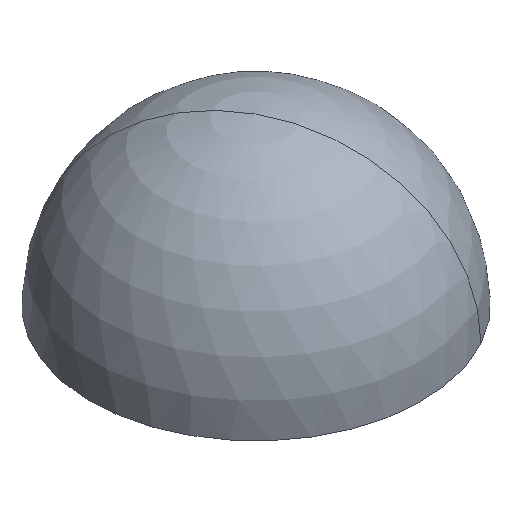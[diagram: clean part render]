
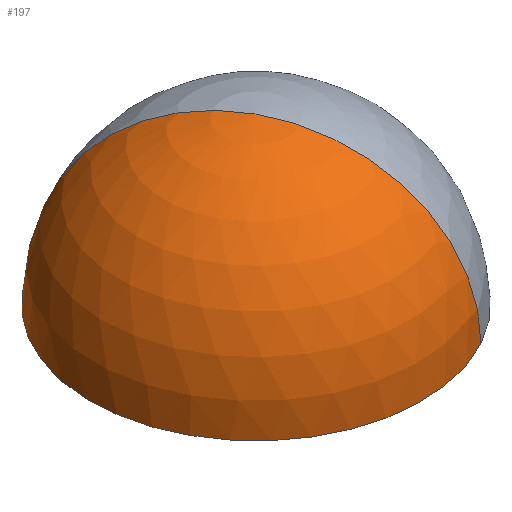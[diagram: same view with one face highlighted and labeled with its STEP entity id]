
A CAD part, isometric view. The second image highlights one B-rep face of the part: STEP entity #197.
In plain terms, the highlighted spherical face has radius 82.15 mm.
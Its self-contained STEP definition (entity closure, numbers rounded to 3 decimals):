
#166=CARTESIAN_POINT('Axis2P3D Location',(0.,0.,0.)) ;
#171=CARTESIAN_POINT('Axis2P3D Location',(0.,0.,0.)) ;
#175=CARTESIAN_POINT('Vertex',(39.385,-72.093,0.)) ;
#177=CARTESIAN_POINT('Vertex',(0.,0.,82.15)) ;
#180=CARTESIAN_POINT('Axis2P3D Location',(0.,0.,0.)) ;
#184=CARTESIAN_POINT('Vertex',(-39.385,72.093,0.)) ;
#187=CARTESIAN_POINT('Axis2P3D Location',(0.,0.,0.)) ;
#167=DIRECTION('Axis2P3D Direction',(0.,0.,1.)) ;
#168=DIRECTION('Axis2P3D XDirection',(0.479,-0.878,0.)) ;
#172=DIRECTION('Axis2P3D Direction',(-0.878,-0.479,0.)) ;
#181=DIRECTION('Axis2P3D Direction',(0.878,0.479,-0.)) ;
#188=DIRECTION('Axis2P3D Direction',(0.,0.,1.)) ;
#169=AXIS2_PLACEMENT_3D('Sphere Axis2P3D',#166,#167,#168) ;
#173=AXIS2_PLACEMENT_3D('Circle Axis2P3D',#171,#172,$) ;
#182=AXIS2_PLACEMENT_3D('Circle Axis2P3D',#180,#181,$) ;
#189=AXIS2_PLACEMENT_3D('Circle Axis2P3D',#187,#188,$) ;
#193=ORIENTED_EDGE('',*,*,#179,.T.) ;
#194=ORIENTED_EDGE('',*,*,#186,.F.) ;
#195=ORIENTED_EDGE('',*,*,#191,.T.) ;
#197=ADVANCED_FACE('Corps principal',(#196),#170,.T.) ;
#174=CIRCLE('generated circle',#173,82.15) ;
#183=CIRCLE('generated circle',#182,82.15) ;
#190=CIRCLE('generated circle',#189,82.15) ;
#179=EDGE_CURVE('',#176,#178,#174,.T.) ;
#186=EDGE_CURVE('',#185,#178,#183,.T.) ;
#191=EDGE_CURVE('',#185,#176,#190,.T.) ;
#192=EDGE_LOOP('',(#193,#194,#195)) ;
#196=FACE_OUTER_BOUND('',#192,.T.) ;
#170=SPHERICAL_SURFACE('',#169,82.15) ;
#176=VERTEX_POINT('',#175) ;
#178=VERTEX_POINT('',#177) ;
#185=VERTEX_POINT('',#184) ;
